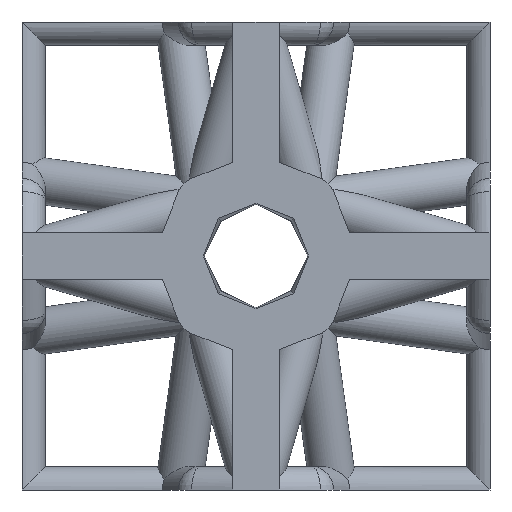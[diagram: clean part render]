
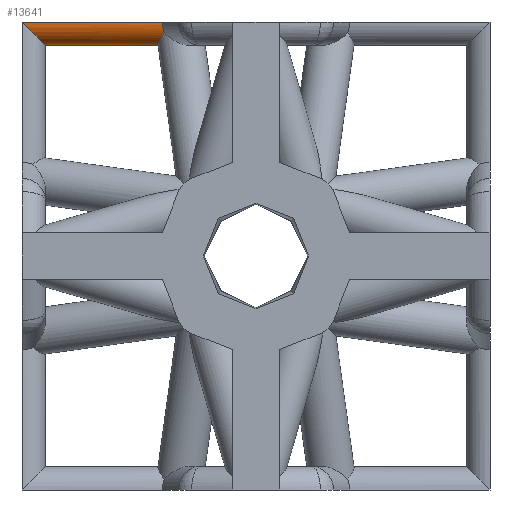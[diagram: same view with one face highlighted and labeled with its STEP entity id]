
A CAD part, left-side view. The second image highlights one B-rep face of the part: STEP entity #13641.
In plain terms, the highlighted cylindrical face has radius 0.5 mm (diameter 1 mm), a partial arc.
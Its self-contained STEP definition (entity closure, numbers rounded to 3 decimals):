
#680 = PLANE('',#681);
#681 = AXIS2_PLACEMENT_3D('',#682,#683,#684);
#682 = CARTESIAN_POINT('',(-5.,-5.,5.));
#683 = DIRECTION('',(0.,0.,1.));
#684 = DIRECTION('',(1.,0.,-0.));
#5064 = CYLINDRICAL_SURFACE('',#5065,0.5);
#5065 = AXIS2_PLACEMENT_3D('',#5066,#5067,#5068);
#5066 = CARTESIAN_POINT('',(0.,5.,5.));
#5067 = DIRECTION('',(0.,-1.,0.));
#5068 = DIRECTION('',(0.,-0.,-1.));
#5076 = VERTEX_POINT('',#5077);
#5077 = CARTESIAN_POINT('',(-0.5,5.,5.));
#5098 = EDGE_CURVE('',#5076,#5099,#5101,.T.);
#5099 = VERTEX_POINT('',#5100);
#5100 = CARTESIAN_POINT('',(-0.5,1.999,5.));
#5101 = SURFACE_CURVE('',#5102,(#5106,#5112),.PCURVE_S1.);
#5102 = LINE('',#5103,#5104);
#5103 = CARTESIAN_POINT('',(-0.5,5.,5.));
#5104 = VECTOR('',#5105,1.);
#5105 = DIRECTION('',(0.,-1.,0.));
#5106 = PCURVE('',#680,#5107);
#5107 = DEFINITIONAL_REPRESENTATION('',(#5108),#5111);
#5108 = B_SPLINE_CURVE_WITH_KNOTS('',1,(#5109,#5110),.UNSPECIFIED.,.F.,
  .F.,(2,2),(0.,3.342),
  .PIECEWISE_BEZIER_KNOTS.);
#5109 = CARTESIAN_POINT('',(4.5,10.));
#5110 = CARTESIAN_POINT('',(4.5,6.658));
#5111 = ( GEOMETRIC_REPRESENTATION_CONTEXT(2) 
PARAMETRIC_REPRESENTATION_CONTEXT() REPRESENTATION_CONTEXT('2D SPACE',''
  ) );
#5112 = PCURVE('',#5113,#5118);
#5113 = CYLINDRICAL_SURFACE('',#5114,0.5);
#5114 = AXIS2_PLACEMENT_3D('',#5115,#5116,#5117);
#5115 = CARTESIAN_POINT('',(0.,5.,5.));
#5116 = DIRECTION('',(0.,-1.,0.));
#5117 = DIRECTION('',(0.,-0.,-1.));
#5118 = DEFINITIONAL_REPRESENTATION('',(#5119),#5122);
#5119 = B_SPLINE_CURVE_WITH_KNOTS('',1,(#5120,#5121),.UNSPECIFIED.,.F.,
  .F.,(2,2),(0.,3.342),
  .PIECEWISE_BEZIER_KNOTS.);
#5120 = CARTESIAN_POINT('',(4.712,0.));
#5121 = CARTESIAN_POINT('',(4.712,3.342));
#5122 = ( GEOMETRIC_REPRESENTATION_CONTEXT(2) 
PARAMETRIC_REPRESENTATION_CONTEXT() REPRESENTATION_CONTEXT('2D SPACE',''
  ) );
#5139 = CYLINDRICAL_SURFACE('',#5140,0.5);
#5140 = AXIS2_PLACEMENT_3D('',#5141,#5142,#5143);
#5141 = CARTESIAN_POINT('',(0.,1.658,5.));
#5142 = DIRECTION('',(-0.932,-0.363,0.));
#5143 = DIRECTION('',(0.363,-0.932,0.));
#8217 = CYLINDRICAL_SURFACE('',#8218,0.5);
#8218 = AXIS2_PLACEMENT_3D('',#8219,#8220,#8221);
#8219 = CARTESIAN_POINT('',(0.,5.,5.));
#8220 = DIRECTION('',(0.,0.,-1.));
#8221 = DIRECTION('',(-1.,0.,-0.));
#13531 = EDGE_CURVE('',#5099,#13532,#13534,.T.);
#13532 = VERTEX_POINT('',#13533);
#13533 = CARTESIAN_POINT('',(-0.443,1.961,
    4.768));
#13534 = SURFACE_CURVE('',#13535,(#13540,#13553),.PCURVE_S1.);
#13535 = ELLIPSE('',#13536,0.606,0.5);
#13536 = AXIS2_PLACEMENT_3D('',#13537,#13538,#13539);
#13537 = CARTESIAN_POINT('',(0.,1.658,5.));
#13538 = DIRECTION('',(-0.564,-0.826,0.));
#13539 = DIRECTION('',(0.826,-0.564,0.));
#13540 = PCURVE('',#5139,#13541);
#13541 = DEFINITIONAL_REPRESENTATION('',(#13542),#13552);
#13542 = B_SPLINE_CURVE_WITH_KNOTS('',8,(#13543,#13544,#13545,#13546,
    #13547,#13548,#13549,#13550,#13551),.UNSPECIFIED.,.F.,.F.,(9,9),(
    1.571,4.712),.PIECEWISE_BEZIER_KNOTS.);
#13543 = CARTESIAN_POINT('',(1.571,0.));
#13544 = CARTESIAN_POINT('',(1.963,0.134));
#13545 = CARTESIAN_POINT('',(2.356,0.268));
#13546 = CARTESIAN_POINT('',(2.749,0.371));
#13547 = CARTESIAN_POINT('',(3.142,0.411));
#13548 = CARTESIAN_POINT('',(3.534,0.371));
#13549 = CARTESIAN_POINT('',(3.927,0.268));
#13550 = CARTESIAN_POINT('',(4.32,0.134));
#13551 = CARTESIAN_POINT('',(4.712,0.));
#13552 = ( GEOMETRIC_REPRESENTATION_CONTEXT(2) 
PARAMETRIC_REPRESENTATION_CONTEXT() REPRESENTATION_CONTEXT('2D SPACE',''
  ) );
#13553 = PCURVE('',#5113,#13554);
#13554 = DEFINITIONAL_REPRESENTATION('',(#13555),#13565);
#13555 = B_SPLINE_CURVE_WITH_KNOTS('',8,(#13556,#13557,#13558,#13559,
    #13560,#13561,#13562,#13563,#13564),.UNSPECIFIED.,.F.,.F.,(9,9),(
    1.571,4.712),.PIECEWISE_BEZIER_KNOTS.);
#13556 = CARTESIAN_POINT('',(3.142,3.342));
#13557 = CARTESIAN_POINT('',(3.534,3.208));
#13558 = CARTESIAN_POINT('',(3.927,3.074));
#13559 = CARTESIAN_POINT('',(4.32,2.971));
#13560 = CARTESIAN_POINT('',(4.712,2.932));
#13561 = CARTESIAN_POINT('',(5.105,2.971));
#13562 = CARTESIAN_POINT('',(5.498,3.074));
#13563 = CARTESIAN_POINT('',(5.89,3.208));
#13564 = CARTESIAN_POINT('',(6.283,3.342));
#13565 = ( GEOMETRIC_REPRESENTATION_CONTEXT(2) 
PARAMETRIC_REPRESENTATION_CONTEXT() REPRESENTATION_CONTEXT('2D SPACE',''
  ) );
#13590 = CYLINDRICAL_SURFACE('',#13591,0.5);
#13591 = AXIS2_PLACEMENT_3D('',#13592,#13593,#13594);
#13592 = CARTESIAN_POINT('',(-1.122,1.122,1.122));
#13593 = DIRECTION('',(0.275,0.132,0.952));
#13594 = DIRECTION('',(0.961,0.,-0.278));
#13641 = ADVANCED_FACE('',(#13642),#5113,.T.);
#13642 = FACE_BOUND('',#13643,.T.);
#13643 = EDGE_LOOP('',(#13644,#13645,#13646,#13680,#13703));
#13644 = ORIENTED_EDGE('',*,*,#13531,.F.);
#13645 = ORIENTED_EDGE('',*,*,#5098,.F.);
#13646 = ORIENTED_EDGE('',*,*,#13647,.T.);
#13647 = EDGE_CURVE('',#5076,#13648,#13650,.T.);
#13648 = VERTEX_POINT('',#13649);
#13649 = CARTESIAN_POINT('',(0.,4.5,4.5));
#13650 = SURFACE_CURVE('',#13651,(#13656,#13668),.PCURVE_S1.);
#13651 = ELLIPSE('',#13652,0.707,0.5);
#13652 = AXIS2_PLACEMENT_3D('',#13653,#13654,#13655);
#13653 = CARTESIAN_POINT('',(0.,5.,5.));
#13654 = DIRECTION('',(0.,-0.707,0.707));
#13655 = DIRECTION('',(0.,-0.707,-0.707));
#13656 = PCURVE('',#5113,#13657);
#13657 = DEFINITIONAL_REPRESENTATION('',(#13658),#13667);
#13658 = B_SPLINE_CURVE_WITH_KNOTS('',7,(#13659,#13660,#13661,#13662,
    #13663,#13664,#13665,#13666),.UNSPECIFIED.,.F.,.F.,(8,8),(
    4.712,6.283),.PIECEWISE_BEZIER_KNOTS.);
#13659 = CARTESIAN_POINT('',(4.712,0.));
#13660 = CARTESIAN_POINT('',(4.937,0.112));
#13661 = CARTESIAN_POINT('',(5.161,0.224));
#13662 = CARTESIAN_POINT('',(5.386,0.327));
#13663 = CARTESIAN_POINT('',(5.61,0.412));
#13664 = CARTESIAN_POINT('',(5.834,0.471));
#13665 = CARTESIAN_POINT('',(6.059,0.5));
#13666 = CARTESIAN_POINT('',(6.283,0.5));
#13667 = ( GEOMETRIC_REPRESENTATION_CONTEXT(2) 
PARAMETRIC_REPRESENTATION_CONTEXT() REPRESENTATION_CONTEXT('2D SPACE',''
  ) );
#13668 = PCURVE('',#8217,#13669);
#13669 = DEFINITIONAL_REPRESENTATION('',(#13670),#13679);
#13670 = B_SPLINE_CURVE_WITH_KNOTS('',7,(#13671,#13672,#13673,#13674,
    #13675,#13676,#13677,#13678),.UNSPECIFIED.,.F.,.F.,(8,8),(
    4.712,6.283),.PIECEWISE_BEZIER_KNOTS.);
#13671 = CARTESIAN_POINT('',(6.283,0.));
#13672 = CARTESIAN_POINT('',(6.059,0.112));
#13673 = CARTESIAN_POINT('',(5.834,0.224));
#13674 = CARTESIAN_POINT('',(5.61,0.327));
#13675 = CARTESIAN_POINT('',(5.386,0.412));
#13676 = CARTESIAN_POINT('',(5.161,0.471));
#13677 = CARTESIAN_POINT('',(4.937,0.5));
#13678 = CARTESIAN_POINT('',(4.712,0.5));
#13679 = ( GEOMETRIC_REPRESENTATION_CONTEXT(2) 
PARAMETRIC_REPRESENTATION_CONTEXT() REPRESENTATION_CONTEXT('2D SPACE',''
  ) );
#13680 = ORIENTED_EDGE('',*,*,#13681,.T.);
#13681 = EDGE_CURVE('',#13648,#13682,#13684,.T.);
#13682 = VERTEX_POINT('',#13683);
#13683 = CARTESIAN_POINT('',(0.,2.079,4.5));
#13684 = SURFACE_CURVE('',#13685,(#13689,#13696),.PCURVE_S1.);
#13685 = LINE('',#13686,#13687);
#13686 = CARTESIAN_POINT('',(0.,5.,4.5));
#13687 = VECTOR('',#13688,1.);
#13688 = DIRECTION('',(0.,-1.,0.));
#13689 = PCURVE('',#5113,#13690);
#13690 = DEFINITIONAL_REPRESENTATION('',(#13691),#13695);
#13691 = LINE('',#13692,#13693);
#13692 = CARTESIAN_POINT('',(6.283,-0.));
#13693 = VECTOR('',#13694,1.);
#13694 = DIRECTION('',(0.,1.));
#13695 = ( GEOMETRIC_REPRESENTATION_CONTEXT(2) 
PARAMETRIC_REPRESENTATION_CONTEXT() REPRESENTATION_CONTEXT('2D SPACE',''
  ) );
#13696 = PCURVE('',#5064,#13697);
#13697 = DEFINITIONAL_REPRESENTATION('',(#13698),#13702);
#13698 = LINE('',#13699,#13700);
#13699 = CARTESIAN_POINT('',(0.,-0.));
#13700 = VECTOR('',#13701,1.);
#13701 = DIRECTION('',(0.,1.));
#13702 = ( GEOMETRIC_REPRESENTATION_CONTEXT(2) 
PARAMETRIC_REPRESENTATION_CONTEXT() REPRESENTATION_CONTEXT('2D SPACE',''
  ) );
#13703 = ORIENTED_EDGE('',*,*,#13704,.T.);
#13704 = EDGE_CURVE('',#13682,#13532,#13705,.T.);
#13705 = SURFACE_CURVE('',#13706,(#13711,#13723),.PCURVE_S1.);
#13706 = ELLIPSE('',#13707,0.665,0.5);
#13707 = AXIS2_PLACEMENT_3D('',#13708,#13709,#13710);
#13708 = CARTESIAN_POINT('',(0.,1.658,5.));
#13709 = DIRECTION('',(0.183,0.752,0.633));
#13710 = DIRECTION('',(0.209,-0.659,0.723));
#13711 = PCURVE('',#5113,#13712);
#13712 = DEFINITIONAL_REPRESENTATION('',(#13713),#13722);
#13713 = B_SPLINE_CURVE_WITH_KNOTS('',7,(#13714,#13715,#13716,#13717,
    #13718,#13719,#13720,#13721),.UNSPECIFIED.,.F.,.F.,(8,8),(
    2.86,4.712),.PIECEWISE_BEZIER_KNOTS.);
#13714 = CARTESIAN_POINT('',(6.283,2.921));
#13715 = CARTESIAN_POINT('',(6.019,2.889));
#13716 = CARTESIAN_POINT('',(5.754,2.891));
#13717 = CARTESIAN_POINT('',(5.489,2.932));
#13718 = CARTESIAN_POINT('',(5.225,3.008));
#13719 = CARTESIAN_POINT('',(4.96,3.11));
#13720 = CARTESIAN_POINT('',(4.695,3.226));
#13721 = CARTESIAN_POINT('',(4.431,3.342));
#13722 = ( GEOMETRIC_REPRESENTATION_CONTEXT(2) 
PARAMETRIC_REPRESENTATION_CONTEXT() REPRESENTATION_CONTEXT('2D SPACE',''
  ) );
#13723 = PCURVE('',#13590,#13724);
#13724 = DEFINITIONAL_REPRESENTATION('',(#13725),#13734);
#13725 = B_SPLINE_CURVE_WITH_KNOTS('',7,(#13726,#13727,#13728,#13729,
    #13730,#13731,#13732,#13733),.UNSPECIFIED.,.F.,.F.,(8,8),(
    2.86,4.712),.PIECEWISE_BEZIER_KNOTS.);
#13726 = CARTESIAN_POINT('',(1.289,3.652));
#13727 = CARTESIAN_POINT('',(1.554,3.62));
#13728 = CARTESIAN_POINT('',(1.818,3.622));
#13729 = CARTESIAN_POINT('',(2.083,3.662));
#13730 = CARTESIAN_POINT('',(2.348,3.738));
#13731 = CARTESIAN_POINT('',(2.612,3.841));
#13732 = CARTESIAN_POINT('',(2.877,3.957));
#13733 = CARTESIAN_POINT('',(3.142,4.072));
#13734 = ( GEOMETRIC_REPRESENTATION_CONTEXT(2) 
PARAMETRIC_REPRESENTATION_CONTEXT() REPRESENTATION_CONTEXT('2D SPACE',''
  ) );
